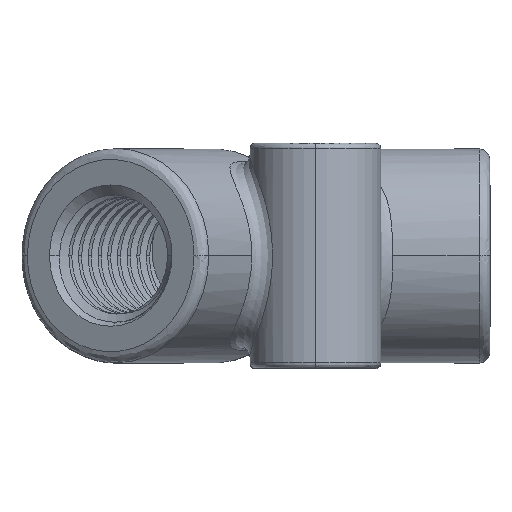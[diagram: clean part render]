
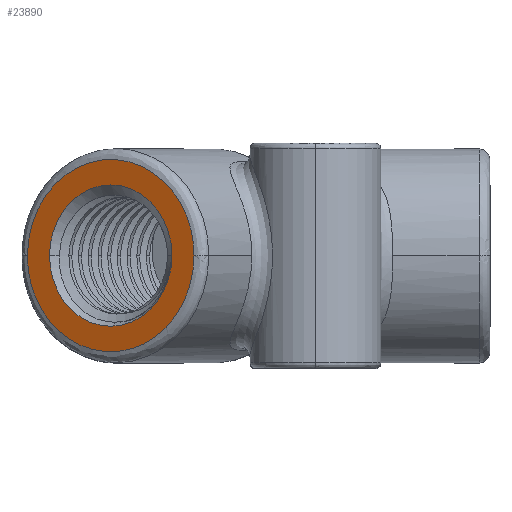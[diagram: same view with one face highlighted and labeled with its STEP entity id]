
A CAD part, top view. The second image highlights one B-rep face of the part: STEP entity #23890.
In plain terms, the highlighted planar face has unit normal (-0.5, 0, 0.866).
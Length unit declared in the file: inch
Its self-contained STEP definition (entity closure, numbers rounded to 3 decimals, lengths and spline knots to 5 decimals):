
#768 = CARTESIAN_POINT ( 'NONE',  ( -0.38566, -0.3537, 0.31428 ) ) ;
#821 = CARTESIAN_POINT ( 'NONE',  ( -0.07751, -0.17897, 0.49219 ) ) ;
#925 = VERTEX_POINT ( 'NONE', #12442 ) ;
#1231 =( BOUNDED_CURVE ( )  B_SPLINE_CURVE ( 3, ( #10875, #23088, #768, #14985 ),
 .UNSPECIFIED., .F., .T. ) 
 B_SPLINE_CURVE_WITH_KNOTS ( ( 4, 4 ),
 ( 0., 1. ),
 .UNSPECIFIED. ) 
 CURVE ( )  GEOMETRIC_REPRESENTATION_ITEM ( )  RATIONAL_B_SPLINE_CURVE ( ( 0.957, 0.319, 0.319, 0.957 ) ) 
 REPRESENTATION_ITEM ( '' )  );
#2553 = CARTESIAN_POINT ( 'NONE',  ( -0.34508, 0., 0.3377 ) ) ;
#2592 = DIRECTION ( 'NONE',  ( -0.5, 0., 0.866 ) ) ;
#2843 = DIRECTION ( 'NONE',  ( 0.5, 0., -0.866 ) ) ;
#3645 = CARTESIAN_POINT ( 'NONE',  ( -0.38566, 0.3537, 0.31428 ) ) ;
#3729 = ORIENTED_EDGE ( 'NONE', *, *, #9842, .F. ) ;
#5686 = CARTESIAN_POINT ( 'NONE',  ( -0.38566, 0., 0.31428 ) ) ;
#6251 = AXIS2_PLACEMENT_3D ( 'NONE', #821, #2843, #17078 ) ;
#6818 = CIRCLE ( 'NONE', #17591, 0.13 ) ;
#7310 = EDGE_CURVE ( 'NONE', #13778, #21358, #18073, .T. ) ;
#9418 = CARTESIAN_POINT ( 'NONE',  ( -0.2325, 0., 0.4027 ) ) ;
#9842 = EDGE_CURVE ( 'NONE', #925, #9977, #6818, .T. ) ;
#9919 = EDGE_LOOP ( 'NONE', ( #26055, #22454 ) ) ;
#9977 = VERTEX_POINT ( 'NONE', #2553 ) ;
#10343 = ORIENTED_EDGE ( 'NONE', *, *, #21627, .F. ) ;
#10875 = CARTESIAN_POINT ( 'NONE',  ( -0.07934, 0., 0.49113 ) ) ;
#11469 = DIRECTION ( 'NONE',  ( 0.866, 0., 0.5 ) ) ;
#12442 = CARTESIAN_POINT ( 'NONE',  ( -0.11992, 0., 0.4677 ) ) ;
#12997 = PLANE ( 'NONE',  #6251 ) ;
#13082 = EDGE_CURVE ( 'NONE', #21358, #13778, #1231, .T. ) ;
#13719 = CARTESIAN_POINT ( 'NONE',  ( -0.07934, 0.3537, 0.49113 ) ) ;
#13778 = VERTEX_POINT ( 'NONE', #23032 ) ;
#14434 = FACE_OUTER_BOUND ( 'NONE', #9919, .T. ) ;
#14789 = CARTESIAN_POINT ( 'NONE',  ( -0.2325, 0., 0.4027 ) ) ;
#14985 = CARTESIAN_POINT ( 'NONE',  ( -0.38566, 0., 0.31428 ) ) ;
#16757 = EDGE_LOOP ( 'NONE', ( #3729, #10343 ) ) ;
#16829 = DIRECTION ( 'NONE',  ( 0.866, 0., 0.5 ) ) ;
#17078 = DIRECTION ( 'NONE',  ( -0.866, 0., -0.5 ) ) ;
#17523 = CIRCLE ( 'NONE', #21613, 0.13 ) ;
#17591 = AXIS2_PLACEMENT_3D ( 'NONE', #9418, #23673, #11469 ) ;
#18073 =( BOUNDED_CURVE ( )  B_SPLINE_CURVE ( 3, ( #5686, #3645, #13719, #19919 ),
 .UNSPECIFIED., .F., .T. ) 
 B_SPLINE_CURVE_WITH_KNOTS ( ( 4, 4 ),
 ( 0., 1. ),
 .UNSPECIFIED. ) 
 CURVE ( )  GEOMETRIC_REPRESENTATION_ITEM ( )  RATIONAL_B_SPLINE_CURVE ( ( 0.957, 0.319, 0.319, 0.957 ) ) 
 REPRESENTATION_ITEM ( '' )  );
#19919 = CARTESIAN_POINT ( 'NONE',  ( -0.07934, 0., 0.49113 ) ) ;
#21358 = VERTEX_POINT ( 'NONE', #26097 ) ;
#21613 = AXIS2_PLACEMENT_3D ( 'NONE', #14789, #2592, #16829 ) ;
#21627 = EDGE_CURVE ( 'NONE', #9977, #925, #17523, .T. ) ;
#22454 = ORIENTED_EDGE ( 'NONE', *, *, #7310, .F. ) ;
#23032 = CARTESIAN_POINT ( 'NONE',  ( -0.38566, 0., 0.31428 ) ) ;
#23088 = CARTESIAN_POINT ( 'NONE',  ( -0.07934, -0.3537, 0.49113 ) ) ;
#23673 = DIRECTION ( 'NONE',  ( -0.5, 0., 0.866 ) ) ;
#23890 = ADVANCED_FACE ( 'NONE', ( #24619, #14434 ), #12997, .F. ) ;
#24619 = FACE_BOUND ( 'NONE', #16757, .T. ) ;
#26055 = ORIENTED_EDGE ( 'NONE', *, *, #13082, .F. ) ;
#26097 = CARTESIAN_POINT ( 'NONE',  ( -0.07934, 0., 0.49113 ) ) ;
